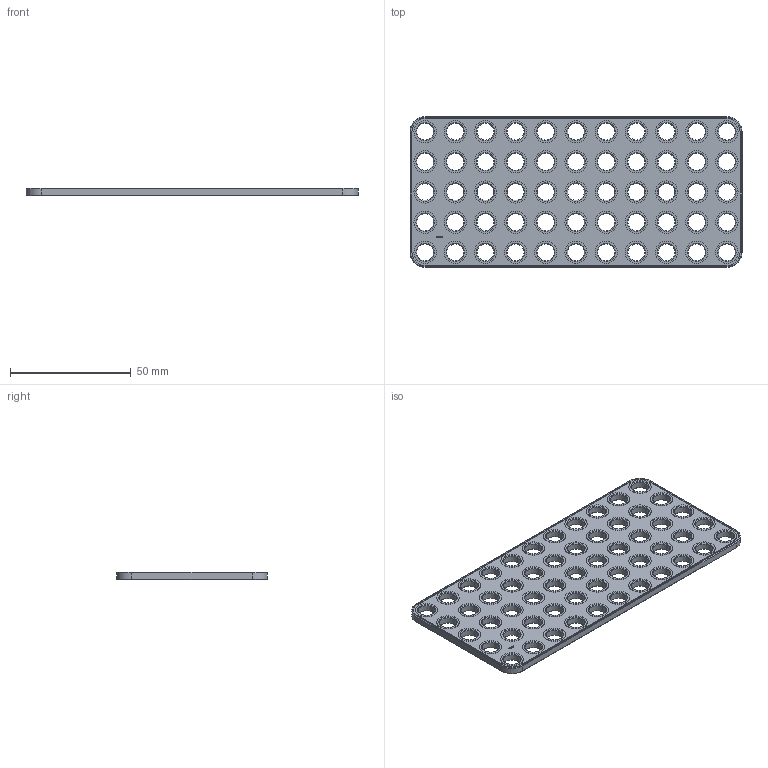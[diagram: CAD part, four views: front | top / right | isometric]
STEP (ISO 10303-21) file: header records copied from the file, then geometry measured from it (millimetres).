
FILE_DESCRIPTION(('FreeCAD Model'),'2;1');
FILE_NAME('Open CASCADE Shape Model','2024-10-08T18:20:18',(''),(''), 'Open CASCADE STEP processor 7.7','FreeCAD','Unknown');
FILE_SCHEMA(('AUTOMOTIVE_DESIGN { 1 0 10303 214 1 1 1 1 }'));
Length unit declared in the file: millimetre
Products named in the file (1): Plate RCT CRNR BU11x05x00.25 - SPN-PLT-0124 (stemfie.org)
Bounding box: 137.5 x 62.5 x 3.12 mm (x, y, z)
Volume: 19070.3 mm3; surface area: 17729.8 mm2
Topology: 1 solids, 1 shells, 737 faces, 1818 edges, 1170 vertices
Faces by surface type: plane 393, cylinder 118, cone 118, extrusion 108
Full cylindrical faces by diameter (mm): 7 x55, 9.2 x55
Entity records: 22187 total; most frequent: CARTESIAN_POINT 4605, ORIENTED_EDGE 3636, DIRECTION 3324, EDGE_CURVE 1818, VECTOR 1356, LINE 1248, VERTEX_POINT 1170, AXIS2_PLACEMENT_3D 984
